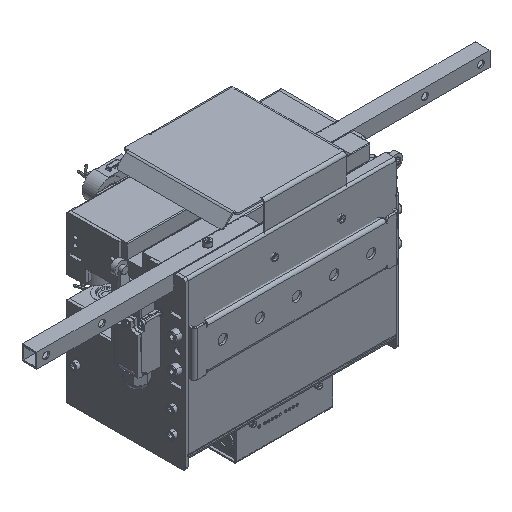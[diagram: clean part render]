
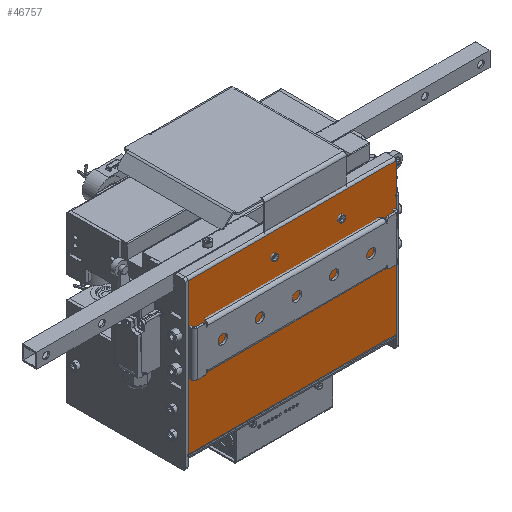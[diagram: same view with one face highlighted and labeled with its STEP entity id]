
A CAD part, isometric view. The second image highlights one B-rep face of the part: STEP entity #46757.
In plain terms, the highlighted planar face has unit normal (0, -1, 0).
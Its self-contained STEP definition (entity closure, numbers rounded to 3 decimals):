
#126 = LINE ( 'NONE', #25553, #22535 ) ;
#3427 = CARTESIAN_POINT ( 'NONE',  ( -251.999, -72.787, -87.468 ) ) ;
#4844 = CARTESIAN_POINT ( 'NONE',  ( 290.82, -72.787, -87.468 ) ) ;
#7323 = FACE_OUTER_BOUND ( 'NONE', #75146, .T. ) ;
#9363 = ORIENTED_EDGE ( 'NONE', *, *, #51651, .F. ) ;
#11355 = EDGE_CURVE ( 'NONE', #12896, #54859, #28482, .T. ) ;
#11383 = CARTESIAN_POINT ( 'NONE',  ( 290.82, -72.787, 115.035 ) ) ;
#12896 = VERTEX_POINT ( 'NONE', #27853 ) ;
#14513 = DIRECTION ( 'NONE',  ( 0., 0., 1. ) ) ;
#14622 = EDGE_CURVE ( 'NONE', #71946, #18328, #61906, .T. ) ;
#15661 = DIRECTION ( 'NONE',  ( -1., 0., 0. ) ) ;
#16063 = ORIENTED_EDGE ( 'NONE', *, *, #11355, .T. ) ;
#18328 = VERTEX_POINT ( 'NONE', #3427 ) ;
#22535 = VECTOR ( 'NONE', #33809, 1000. ) ;
#25553 = CARTESIAN_POINT ( 'NONE',  ( 28.001, -72.787, -87.468 ) ) ;
#27026 = CARTESIAN_POINT ( 'NONE',  ( -251.999, -72.787, -87.468 ) ) ;
#27297 = DIRECTION ( 'NONE',  ( 0., -1., 0. ) ) ;
#27700 = DIRECTION ( 'NONE',  ( 1., 0., 0. ) ) ;
#27853 = CARTESIAN_POINT ( 'NONE',  ( 28.001, -72.787, 115.035 ) ) ;
#28482 = LINE ( 'NONE', #11383, #72287 ) ;
#31728 = ORIENTED_EDGE ( 'NONE', *, *, #14622, .F. ) ;
#33809 = DIRECTION ( 'NONE',  ( 0., 0., -1. ) ) ;
#40201 = CARTESIAN_POINT ( 'NONE',  ( 290.82, -72.787, -87.468 ) ) ;
#40963 = EDGE_CURVE ( 'NONE', #12896, #71946, #126, .T. ) ;
#41219 = VECTOR ( 'NONE', #14513, 1000. ) ;
#41907 = CARTESIAN_POINT ( 'NONE',  ( -251.999, -72.787, 115.035 ) ) ;
#46588 = LINE ( 'NONE', #27026, #41219 ) ;
#46757 = ADVANCED_FACE ( 'NONE', ( #7323 ), #53105, .T. ) ;
#48052 = DIRECTION ( 'NONE',  ( -1., 0., 0. ) ) ;
#51261 = ORIENTED_EDGE ( 'NONE', *, *, #40963, .F. ) ;
#51651 = EDGE_CURVE ( 'NONE', #18328, #54859, #46588, .T. ) ;
#53105 = PLANE ( 'NONE',  #63360 ) ;
#54859 = VERTEX_POINT ( 'NONE', #41907 ) ;
#56891 = CARTESIAN_POINT ( 'NONE',  ( 28.001, -72.787, -87.468 ) ) ;
#61906 = LINE ( 'NONE', #4844, #66436 ) ;
#63360 = AXIS2_PLACEMENT_3D ( 'NONE', #40201, #27297, #27700 ) ;
#66436 = VECTOR ( 'NONE', #15661, 1000. ) ;
#71946 = VERTEX_POINT ( 'NONE', #56891 ) ;
#72287 = VECTOR ( 'NONE', #48052, 1000. ) ;
#75146 = EDGE_LOOP ( 'NONE', ( #51261, #16063, #9363, #31728 ) ) ;
